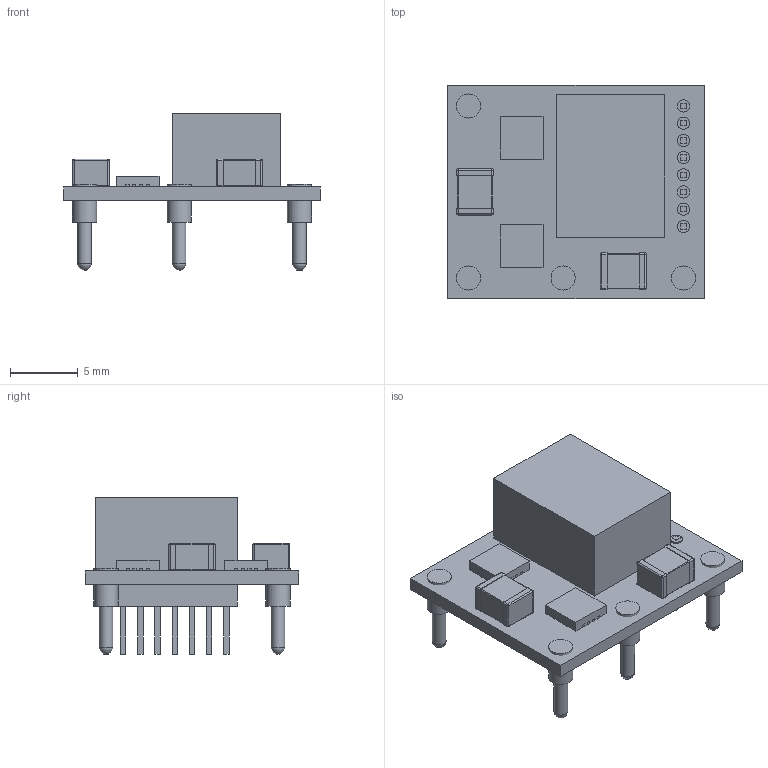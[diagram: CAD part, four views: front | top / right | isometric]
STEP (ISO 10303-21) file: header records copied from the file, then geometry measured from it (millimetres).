
FILE_DESCRIPTION(/* description */ (''),/* implementation_level */ '2;1');
FILE_NAME(/* name */ 'TEXAS_EGS (R-PDSS-T12).stp',/* time_stamp */ '2017-08-08T09:04:35+02:00',/* author */ ('riccim'),/* organization */ (''),/* preprocessor_version */ 'ST-DEVELOPER v16.5',/* originating_system */ 'AutoCAD Mechanical',/* authorisation */ ', , ');
FILE_SCHEMA (('AUTOMOTIVE_DESIGN { 1 0 10303 214 3 1 1 }'));
Length unit declared in the file: millimetre
Products named in the file (1): Product
Bounding box: 18.92 x 15.75 x 11.55 mm (x, y, z)
Volume: 876.8 mm3; surface area: 1544.5 mm2
Topology: 69 solids, 69 shells, 550 faces, 1216 edges, 784 vertices
Faces by surface type: plane 410, cylinder 120, sphere 20
Full cylindrical faces by diameter (mm): 0.9 x8, 1.02 x4, 1.78 x4
Entity records: 14700 total; most frequent: DIRECTION 2514, CARTESIAN_POINT 2499, ORIENTED_EDGE 2344, EDGE_CURVE 1172, LINE 932, VECTOR 932, AXIS2_PLACEMENT_3D 791, VERTEX_POINT 776
